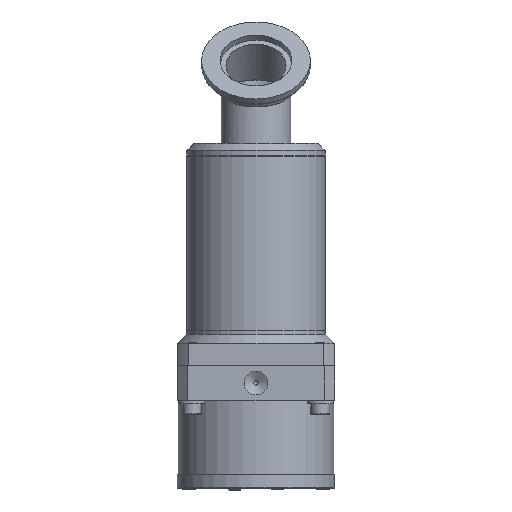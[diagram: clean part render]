
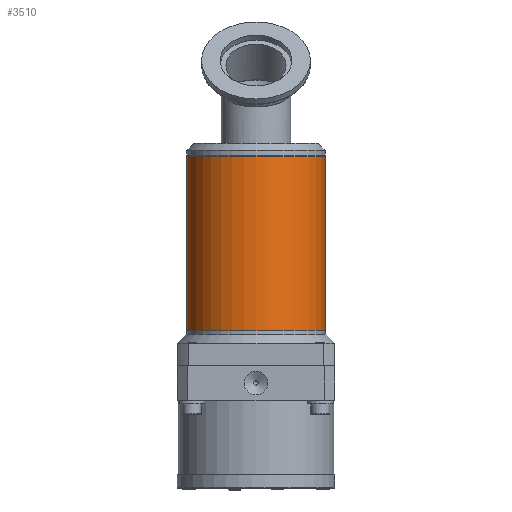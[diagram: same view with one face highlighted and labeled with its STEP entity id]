
A CAD part, front view. The second image highlights one B-rep face of the part: STEP entity #3510.
In plain terms, the highlighted cylindrical face has radius 25.4 mm (diameter 50.8 mm), a full revolution.
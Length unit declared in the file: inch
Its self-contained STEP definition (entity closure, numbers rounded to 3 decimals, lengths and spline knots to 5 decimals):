
#668=FACE_BOUND('',#1264,.T.);
#669=FACE_BOUND('',#1265,.T.);
#889=CYLINDRICAL_SURFACE('',#3811,1.);
#987=FACE_OUTER_BOUND('',#1263,.T.);
#1263=EDGE_LOOP('',(#2740));
#1264=EDGE_LOOP('',(#2741));
#1265=EDGE_LOOP('',(#2742));
#1753=B_SPLINE_CURVE_WITH_KNOTS('',3,(#5938,#5939,#5940,#5941,#5942,#5943,
#5944,#5945,#5946,#5947,#5948,#5949,#5950,#5951,#5952,#5953,#5954,#5955,
#5956),.UNSPECIFIED.,.T.,.F.,(4,1,1,1,1,1,1,1,1,1,1,1,1,1,1,1,4),(-7.81082,
-7.2529,-6.69499,-6.13707,-5.57915,
-5.02124,-4.46332,-4.09138,-3.71944,
-3.34749,-2.97555,-2.60361,-2.23166,
-1.67375,-1.11583,-0.55792,0.),
 .UNSPECIFIED.);
#1768=CIRCLE('',#3812,1.);
#1769=CIRCLE('',#3813,1.);
#2016=VERTEX_POINT('',#5936);
#2020=VERTEX_POINT('',#6002);
#2021=VERTEX_POINT('',#6004);
#2338=EDGE_CURVE('',#2016,#2016,#1753,.T.);
#2344=EDGE_CURVE('',#2020,#2020,#1768,.T.);
#2345=EDGE_CURVE('',#2021,#2021,#1769,.T.);
#2740=ORIENTED_EDGE('',*,*,#2344,.F.);
#2741=ORIENTED_EDGE('',*,*,#2345,.T.);
#2742=ORIENTED_EDGE('',*,*,#2338,.F.);
#3510=ADVANCED_FACE('',(#987,#668,#669),#889,.T.);
#3811=AXIS2_PLACEMENT_3D('',#6001,#4404,#4405);
#3812=AXIS2_PLACEMENT_3D('',#6003,#4406,#4407);
#3813=AXIS2_PLACEMENT_3D('',#6005,#4408,#4409);
#4404=DIRECTION('center_axis',(0.,0.,1.));
#4405=DIRECTION('ref_axis',(-1.,0.,0.));
#4406=DIRECTION('center_axis',(0.,0.,-1.));
#4407=DIRECTION('ref_axis',(-1.,0.,0.));
#4408=DIRECTION('center_axis',(0.,0.,-1.));
#4409=DIRECTION('ref_axis',(-1.,0.,0.));
#5936=CARTESIAN_POINT('',(0.55556,0.83148,1.545));
#5938=CARTESIAN_POINT('Ctrl Pts',(0.55552,0.83143,1.54507));
#5939=CARTESIAN_POINT('Ctrl Pts',(0.55553,0.83143,1.44996));
#5940=CARTESIAN_POINT('Ctrl Pts',(0.51475,0.86026,1.26022));
#5941=CARTESIAN_POINT('Ctrl Pts',(0.36047,0.94064,1.04353));
#5942=CARTESIAN_POINT('Ctrl Pts',(0.13178,1.00238,0.91509));
#5943=CARTESIAN_POINT('Ctrl Pts',(-0.13189,1.00244,0.91518));
#5944=CARTESIAN_POINT('Ctrl Pts',(-0.36009,0.94058,
1.04325));
#5945=CARTESIAN_POINT('Ctrl Pts',(-0.49745,0.8695,
1.23605));
#5946=CARTESIAN_POINT('Ctrl Pts',(-0.55753,0.83021,1.44785));
#5947=CARTESIAN_POINT('Ctrl Pts',(-0.55743,0.83031,
1.64181));
#5948=CARTESIAN_POINT('Ctrl Pts',(-0.50648,0.86362,
1.82301));
#5949=CARTESIAN_POINT('Ctrl Pts',(-0.41306,0.91348,
1.97578));
#5950=CARTESIAN_POINT('Ctrl Pts',(-0.28521,0.96227,
2.09154));
#5951=CARTESIAN_POINT('Ctrl Pts',(-0.10282,1.00235,2.1747));
#5952=CARTESIAN_POINT('Ctrl Pts',(0.13135,1.00242,2.17495));
#5953=CARTESIAN_POINT('Ctrl Pts',(0.36013,0.9408,2.04692));
#5954=CARTESIAN_POINT('Ctrl Pts',(0.5149,0.86019,1.82948));
#5955=CARTESIAN_POINT('Ctrl Pts',(0.55552,0.83143,1.64018));
#5956=CARTESIAN_POINT('Ctrl Pts',(0.55552,0.83143,1.54507));
#6001=CARTESIAN_POINT('Origin',(0.,0.,0.));
#6002=CARTESIAN_POINT('',(1.,0.,0.));
#6003=CARTESIAN_POINT('Origin',(0.,0.,0.));
#6004=CARTESIAN_POINT('',(1.,0.,2.528));
#6005=CARTESIAN_POINT('Origin',(0.,0.,2.528));
